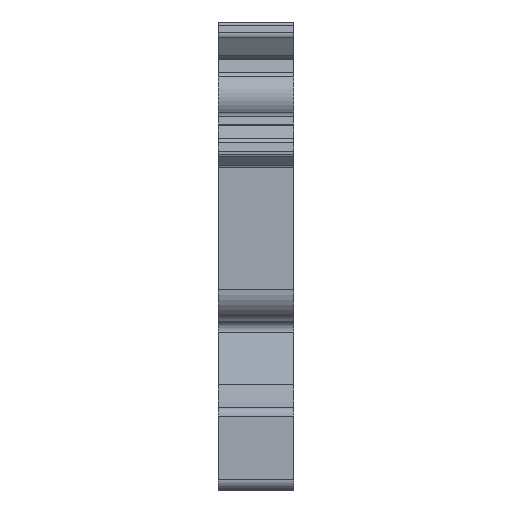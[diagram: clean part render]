
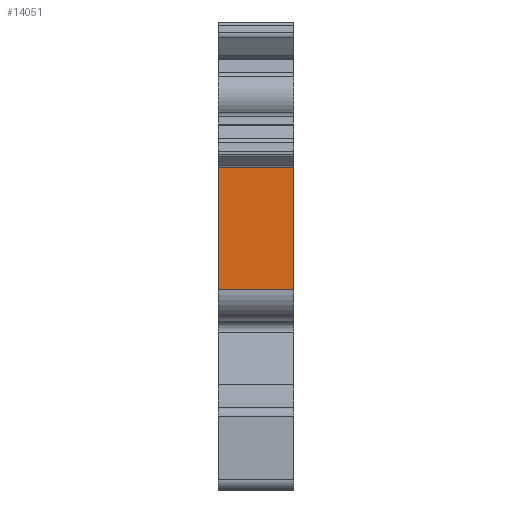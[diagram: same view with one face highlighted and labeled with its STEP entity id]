
A CAD part, left-side view. The second image highlights one B-rep face of the part: STEP entity #14051.
In plain terms, the highlighted planar face has unit normal (-1, 0, 0).
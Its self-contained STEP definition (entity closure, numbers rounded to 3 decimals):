
#56 = DIRECTION ( 'NONE',  ( 0., -1., 0. ) ) ;
#607 = VERTEX_POINT ( 'NONE', #7356 ) ;
#1161 = VERTEX_POINT ( 'NONE', #23360 ) ;
#3945 = CARTESIAN_POINT ( 'NONE',  ( -59.2, 6., 8.734 ) ) ;
#5867 = ORIENTED_EDGE ( 'NONE', *, *, #31656, .F. ) ;
#6285 = DIRECTION ( 'NONE',  ( 1., 0., 0. ) ) ;
#7356 = CARTESIAN_POINT ( 'NONE',  ( -59.2, 0., 8.734 ) ) ;
#7404 = EDGE_CURVE ( 'NONE', #9354, #607, #28651, .T. ) ;
#8006 = ORIENTED_EDGE ( 'NONE', *, *, #21955, .F. ) ;
#8267 = CARTESIAN_POINT ( 'NONE',  ( -59.2, 6., 18.488 ) ) ;
#9354 = VERTEX_POINT ( 'NONE', #18482 ) ;
#10180 = LINE ( 'NONE', #27906, #11779 ) ;
#11779 = VECTOR ( 'NONE', #13257, 1000. ) ;
#12137 = CARTESIAN_POINT ( 'NONE',  ( -59.2, 6., 18.488 ) ) ;
#13257 = DIRECTION ( 'NONE',  ( 0., 0., 1. ) ) ;
#13499 = VERTEX_POINT ( 'NONE', #8267 ) ;
#14051 = ADVANCED_FACE ( 'NONE', ( #23033 ), #29547, .F. ) ;
#17151 = EDGE_CURVE ( 'NONE', #607, #1161, #22313, .T. ) ;
#17969 = ORIENTED_EDGE ( 'NONE', *, *, #17151, .T. ) ;
#18482 = CARTESIAN_POINT ( 'NONE',  ( -59.2, 6., 8.734 ) ) ;
#21644 = EDGE_LOOP ( 'NONE', ( #17969, #5867, #8006, #30147 ) ) ;
#21789 = DIRECTION ( 'NONE',  ( 0., -1., 0. ) ) ;
#21955 = EDGE_CURVE ( 'NONE', #9354, #13499, #10180, .T. ) ;
#22121 = DIRECTION ( 'NONE',  ( 0., 0., 1. ) ) ;
#22313 = LINE ( 'NONE', #34061, #35940 ) ;
#23033 = FACE_OUTER_BOUND ( 'NONE', #21644, .T. ) ;
#23360 = CARTESIAN_POINT ( 'NONE',  ( -59.2, 0., 18.488 ) ) ;
#26854 = CARTESIAN_POINT ( 'NONE',  ( -59.2, 6., 8.734 ) ) ;
#27906 = CARTESIAN_POINT ( 'NONE',  ( -59.2, 6., 8.734 ) ) ;
#28416 = VECTOR ( 'NONE', #21789, 1000. ) ;
#28651 = LINE ( 'NONE', #26854, #30125 ) ;
#29547 = PLANE ( 'NONE',  #35342 ) ;
#29878 = LINE ( 'NONE', #12137, #28416 ) ;
#30125 = VECTOR ( 'NONE', #56, 1000. ) ;
#30147 = ORIENTED_EDGE ( 'NONE', *, *, #7404, .T. ) ;
#30301 = DIRECTION ( 'NONE',  ( 0., -1., 0. ) ) ;
#31656 = EDGE_CURVE ( 'NONE', #13499, #1161, #29878, .T. ) ;
#34061 = CARTESIAN_POINT ( 'NONE',  ( -59.2, 0., 8.734 ) ) ;
#35342 = AXIS2_PLACEMENT_3D ( 'NONE', #3945, #6285, #30301 ) ;
#35940 = VECTOR ( 'NONE', #22121, 1000. ) ;
